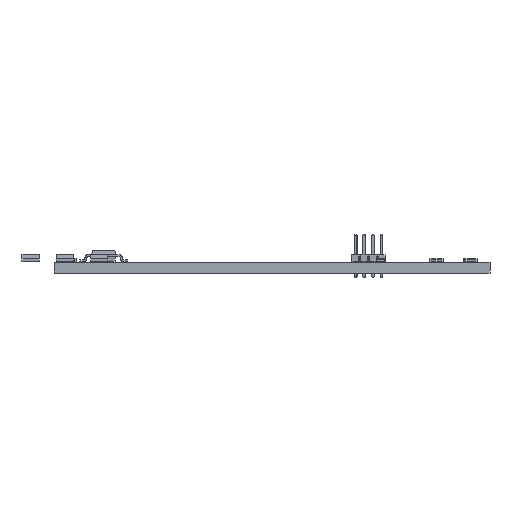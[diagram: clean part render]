
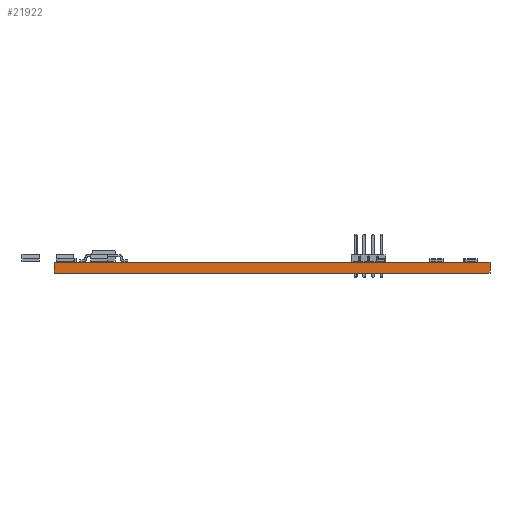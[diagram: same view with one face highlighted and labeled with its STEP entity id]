
A CAD part, left-side view. The second image highlights one B-rep face of the part: STEP entity #21922.
In plain terms, the highlighted planar face has unit normal (-1, 0, 0).
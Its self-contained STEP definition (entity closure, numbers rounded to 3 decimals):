
#21922 = ADVANCED_FACE('',(#21923),#21937,.T.);
#21923 = FACE_BOUND('',#21924,.T.);
#21924 = EDGE_LOOP('',(#21925,#21960,#21988,#22016));
#21925 = ORIENTED_EDGE('',*,*,#21926,.T.);
#21926 = EDGE_CURVE('',#21927,#21929,#21931,.T.);
#21927 = VERTEX_POINT('',#21928);
#21928 = CARTESIAN_POINT('',(76.2,-114.3,0.));
#21929 = VERTEX_POINT('',#21930);
#21930 = CARTESIAN_POINT('',(76.2,-114.3,1.6));
#21931 = SURFACE_CURVE('',#21932,(#21936,#21948),.PCURVE_S1.);
#21932 = LINE('',#21933,#21934);
#21933 = CARTESIAN_POINT('',(76.2,-114.3,0.));
#21934 = VECTOR('',#21935,1.);
#21935 = DIRECTION('',(0.,0.,1.));
#21936 = PCURVE('',#21937,#21942);
#21937 = PLANE('',#21938);
#21938 = AXIS2_PLACEMENT_3D('',#21939,#21940,#21941);
#21939 = CARTESIAN_POINT('',(76.2,-114.3,0.));
#21940 = DIRECTION('',(-1.,0.,0.));
#21941 = DIRECTION('',(0.,1.,0.));
#21942 = DEFINITIONAL_REPRESENTATION('',(#21943),#21947);
#21943 = LINE('',#21944,#21945);
#21944 = CARTESIAN_POINT('',(0.,0.));
#21945 = VECTOR('',#21946,1.);
#21946 = DIRECTION('',(0.,-1.));
#21947 = ( GEOMETRIC_REPRESENTATION_CONTEXT(2) 
PARAMETRIC_REPRESENTATION_CONTEXT() REPRESENTATION_CONTEXT('2D SPACE',''
  ) );
#21948 = PCURVE('',#21949,#21954);
#21949 = PLANE('',#21950);
#21950 = AXIS2_PLACEMENT_3D('',#21951,#21952,#21953);
#21951 = CARTESIAN_POINT('',(139.7,-114.3,0.));
#21952 = DIRECTION('',(0.,-1.,0.));
#21953 = DIRECTION('',(-1.,0.,0.));
#21954 = DEFINITIONAL_REPRESENTATION('',(#21955),#21959);
#21955 = LINE('',#21956,#21957);
#21956 = CARTESIAN_POINT('',(63.5,0.));
#21957 = VECTOR('',#21958,1.);
#21958 = DIRECTION('',(0.,-1.));
#21959 = ( GEOMETRIC_REPRESENTATION_CONTEXT(2) 
PARAMETRIC_REPRESENTATION_CONTEXT() REPRESENTATION_CONTEXT('2D SPACE',''
  ) );
#21960 = ORIENTED_EDGE('',*,*,#21961,.T.);
#21961 = EDGE_CURVE('',#21929,#21962,#21964,.T.);
#21962 = VERTEX_POINT('',#21963);
#21963 = CARTESIAN_POINT('',(76.2,-50.8,1.6));
#21964 = SURFACE_CURVE('',#21965,(#21969,#21976),.PCURVE_S1.);
#21965 = LINE('',#21966,#21967);
#21966 = CARTESIAN_POINT('',(76.2,-114.3,1.6));
#21967 = VECTOR('',#21968,1.);
#21968 = DIRECTION('',(0.,1.,0.));
#21969 = PCURVE('',#21937,#21970);
#21970 = DEFINITIONAL_REPRESENTATION('',(#21971),#21975);
#21971 = LINE('',#21972,#21973);
#21972 = CARTESIAN_POINT('',(0.,-1.6));
#21973 = VECTOR('',#21974,1.);
#21974 = DIRECTION('',(1.,0.));
#21975 = ( GEOMETRIC_REPRESENTATION_CONTEXT(2) 
PARAMETRIC_REPRESENTATION_CONTEXT() REPRESENTATION_CONTEXT('2D SPACE',''
  ) );
#21976 = PCURVE('',#21977,#21982);
#21977 = PLANE('',#21978);
#21978 = AXIS2_PLACEMENT_3D('',#21979,#21980,#21981);
#21979 = CARTESIAN_POINT('',(107.95,-82.55,1.6));
#21980 = DIRECTION('',(0.,0.,-1.));
#21981 = DIRECTION('',(-1.,0.,0.));
#21982 = DEFINITIONAL_REPRESENTATION('',(#21983),#21987);
#21983 = LINE('',#21984,#21985);
#21984 = CARTESIAN_POINT('',(31.75,-31.75));
#21985 = VECTOR('',#21986,1.);
#21986 = DIRECTION('',(0.,1.));
#21987 = ( GEOMETRIC_REPRESENTATION_CONTEXT(2) 
PARAMETRIC_REPRESENTATION_CONTEXT() REPRESENTATION_CONTEXT('2D SPACE',''
  ) );
#21988 = ORIENTED_EDGE('',*,*,#21989,.F.);
#21989 = EDGE_CURVE('',#21990,#21962,#21992,.T.);
#21990 = VERTEX_POINT('',#21991);
#21991 = CARTESIAN_POINT('',(76.2,-50.8,0.));
#21992 = SURFACE_CURVE('',#21993,(#21997,#22004),.PCURVE_S1.);
#21993 = LINE('',#21994,#21995);
#21994 = CARTESIAN_POINT('',(76.2,-50.8,0.));
#21995 = VECTOR('',#21996,1.);
#21996 = DIRECTION('',(0.,0.,1.));
#21997 = PCURVE('',#21937,#21998);
#21998 = DEFINITIONAL_REPRESENTATION('',(#21999),#22003);
#21999 = LINE('',#22000,#22001);
#22000 = CARTESIAN_POINT('',(63.5,0.));
#22001 = VECTOR('',#22002,1.);
#22002 = DIRECTION('',(0.,-1.));
#22003 = ( GEOMETRIC_REPRESENTATION_CONTEXT(2) 
PARAMETRIC_REPRESENTATION_CONTEXT() REPRESENTATION_CONTEXT('2D SPACE',''
  ) );
#22004 = PCURVE('',#22005,#22010);
#22005 = PLANE('',#22006);
#22006 = AXIS2_PLACEMENT_3D('',#22007,#22008,#22009);
#22007 = CARTESIAN_POINT('',(76.2,-50.8,0.));
#22008 = DIRECTION('',(0.,1.,0.));
#22009 = DIRECTION('',(1.,0.,0.));
#22010 = DEFINITIONAL_REPRESENTATION('',(#22011),#22015);
#22011 = LINE('',#22012,#22013);
#22012 = CARTESIAN_POINT('',(0.,0.));
#22013 = VECTOR('',#22014,1.);
#22014 = DIRECTION('',(0.,-1.));
#22015 = ( GEOMETRIC_REPRESENTATION_CONTEXT(2) 
PARAMETRIC_REPRESENTATION_CONTEXT() REPRESENTATION_CONTEXT('2D SPACE',''
  ) );
#22016 = ORIENTED_EDGE('',*,*,#22017,.F.);
#22017 = EDGE_CURVE('',#21927,#21990,#22018,.T.);
#22018 = SURFACE_CURVE('',#22019,(#22023,#22030),.PCURVE_S1.);
#22019 = LINE('',#22020,#22021);
#22020 = CARTESIAN_POINT('',(76.2,-114.3,0.));
#22021 = VECTOR('',#22022,1.);
#22022 = DIRECTION('',(0.,1.,0.));
#22023 = PCURVE('',#21937,#22024);
#22024 = DEFINITIONAL_REPRESENTATION('',(#22025),#22029);
#22025 = LINE('',#22026,#22027);
#22026 = CARTESIAN_POINT('',(0.,0.));
#22027 = VECTOR('',#22028,1.);
#22028 = DIRECTION('',(1.,0.));
#22029 = ( GEOMETRIC_REPRESENTATION_CONTEXT(2) 
PARAMETRIC_REPRESENTATION_CONTEXT() REPRESENTATION_CONTEXT('2D SPACE',''
  ) );
#22030 = PCURVE('',#22031,#22036);
#22031 = PLANE('',#22032);
#22032 = AXIS2_PLACEMENT_3D('',#22033,#22034,#22035);
#22033 = CARTESIAN_POINT('',(107.95,-82.55,0.));
#22034 = DIRECTION('',(0.,0.,-1.));
#22035 = DIRECTION('',(-1.,0.,0.));
#22036 = DEFINITIONAL_REPRESENTATION('',(#22037),#22041);
#22037 = LINE('',#22038,#22039);
#22038 = CARTESIAN_POINT('',(31.75,-31.75));
#22039 = VECTOR('',#22040,1.);
#22040 = DIRECTION('',(0.,1.));
#22041 = ( GEOMETRIC_REPRESENTATION_CONTEXT(2) 
PARAMETRIC_REPRESENTATION_CONTEXT() REPRESENTATION_CONTEXT('2D SPACE',''
  ) );
